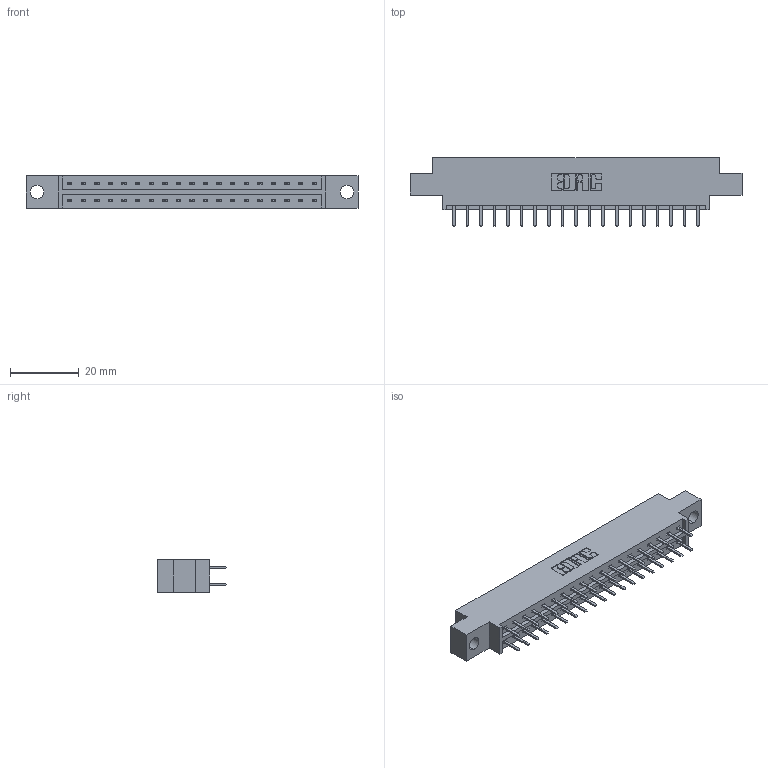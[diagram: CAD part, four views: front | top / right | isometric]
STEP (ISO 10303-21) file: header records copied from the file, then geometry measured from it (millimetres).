
FILE_DESCRIPTION (( 'STEP AP203' ), '1' );
FILE_NAME ('333-038-520-804.STEP', '2018-08-03T03:30:50', ( '' ), ( '' ), 'SwSTEP 2.0', 'SolidWorks 2016', '' );
FILE_SCHEMA (( 'CONFIG_CONTROL_DESIGN' ));
Length unit declared in the file: inch
Products named in the file (3): 333 Part_Offset - .156 Dia - TH; 345-292-001_345-293-120; 333-038-520-804
Assembly tree (39 placements, depth 2):
  333-038-520-804
    333 Part_Offset - .156 Dia - TH
    345-292-001_345-293-120  x38
Bounding box: 96.82 x 20.02 x 9.4 mm (x, y, z)
Volume: 9337.8 mm3; surface area: 10768.5 mm2
Topology: 39 solids, 39 shells, 2246 faces, 6517 edges, 4242 vertices
Faces by surface type: plane 1518, cylinder 728
Entity records: 15447 total; most frequent: CARTESIAN_POINT 2602, ORIENTED_EDGE 2526, DIRECTION 2251, EDGE_CURVE 1263, VECTOR 1131, LINE 1131, VERTEX_POINT 838, AXIS2_PLACEMENT_3D 560
